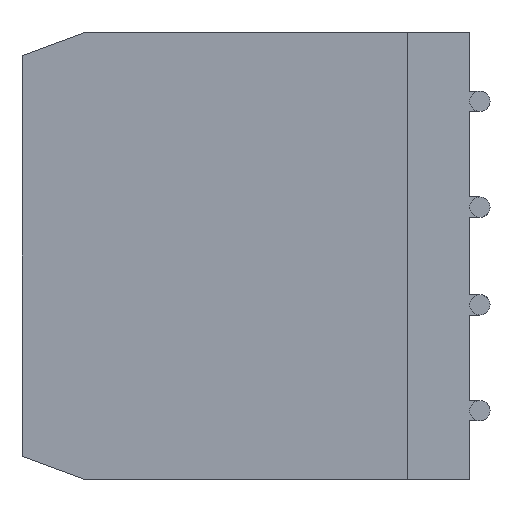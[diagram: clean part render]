
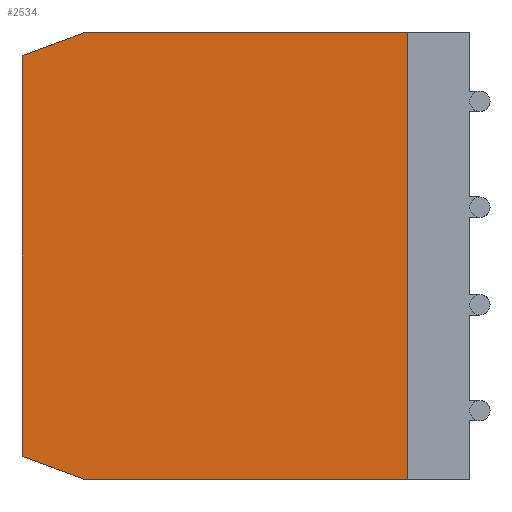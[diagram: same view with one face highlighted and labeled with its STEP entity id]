
A CAD part, left-side view. The second image highlights one B-rep face of the part: STEP entity #2534.
In plain terms, the highlighted planar face has unit normal (-0.999, 0.044, 0).
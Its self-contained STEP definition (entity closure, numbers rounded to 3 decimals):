
#581=DIRECTION('',(-0.044,-0.999,0.));
#582=VECTOR('',#581,7.922);
#583=CARTESIAN_POINT('',(-4.082,3.092,5.5));
#584=LINE('',#583,#582);
#873=DIRECTION('',(0.,0.,1.));
#874=VECTOR('',#873,11.);
#875=CARTESIAN_POINT('',(-4.432,-4.822,-5.5));
#876=LINE('',#875,#874);
#877=DIRECTION('',(-0.041,-0.937,-0.347));
#878=VECTOR('',#877,1.663);
#879=CARTESIAN_POINT('',(-4.013,4.65,-4.923));
#880=LINE('',#879,#878);
#881=DIRECTION('',(0.,0.,1.));
#882=VECTOR('',#881,9.846);
#883=CARTESIAN_POINT('',(-4.013,4.65,-4.923));
#884=LINE('',#883,#882);
#885=DIRECTION('',(0.041,0.937,-0.347));
#886=VECTOR('',#885,1.663);
#887=CARTESIAN_POINT('',(-4.082,3.092,5.5));
#888=LINE('',#887,#886);
#901=DIRECTION('',(-0.044,-0.999,0.));
#902=VECTOR('',#901,7.922);
#903=CARTESIAN_POINT('',(-4.082,3.092,-5.5));
#904=LINE('',#903,#902);
#1177=CARTESIAN_POINT('',(-4.082,3.092,-5.5));
#1179=VERTEX_POINT('',#1177);
#1181=CARTESIAN_POINT('',(-4.082,3.092,5.5));
#1183=VERTEX_POINT('',#1181);
#1185=CARTESIAN_POINT('',(-4.013,4.65,-4.923));
#1186=VERTEX_POINT('',#1185);
#1187=CARTESIAN_POINT('',(-4.013,4.65,4.923));
#1188=VERTEX_POINT('',#1187);
#1253=CARTESIAN_POINT('',(-4.432,-4.822,-5.5));
#1254=VERTEX_POINT('',#1253);
#1265=CARTESIAN_POINT('',(-4.432,-4.822,5.5));
#1266=VERTEX_POINT('',#1265);
#2517=CARTESIAN_POINT('',(-4.013,4.65,-5.5));
#2518=DIRECTION('',(-0.999,0.044,0.));
#2519=DIRECTION('',(-0.044,-0.999,0.));
#2520=AXIS2_PLACEMENT_3D('',#2517,#2518,#2519);
#2521=PLANE('',#2520);
#2523=ORIENTED_EDGE('',*,*,#2522,.F.);
#2525=ORIENTED_EDGE('',*,*,#2524,.F.);
#2527=ORIENTED_EDGE('',*,*,#2526,.F.);
#2529=ORIENTED_EDGE('',*,*,#2528,.T.);
#2530=ORIENTED_EDGE('',*,*,#2508,.F.);
#2531=ORIENTED_EDGE('',*,*,#2102,.T.);
#2532=EDGE_LOOP('',(#2523,#2525,#2527,#2529,#2530,#2531));
#2533=FACE_OUTER_BOUND('',#2532,.F.);
#2102=EDGE_CURVE('',#1183,#1266,#584,.T.);
#2508=EDGE_CURVE('',#1183,#1188,#888,.T.);
#2522=EDGE_CURVE('',#1254,#1266,#876,.T.);
#2524=EDGE_CURVE('',#1179,#1254,#904,.T.);
#2526=EDGE_CURVE('',#1186,#1179,#880,.T.);
#2528=EDGE_CURVE('',#1186,#1188,#884,.T.);
#2534=ADVANCED_FACE('',(#2533),#2521,.T.);
